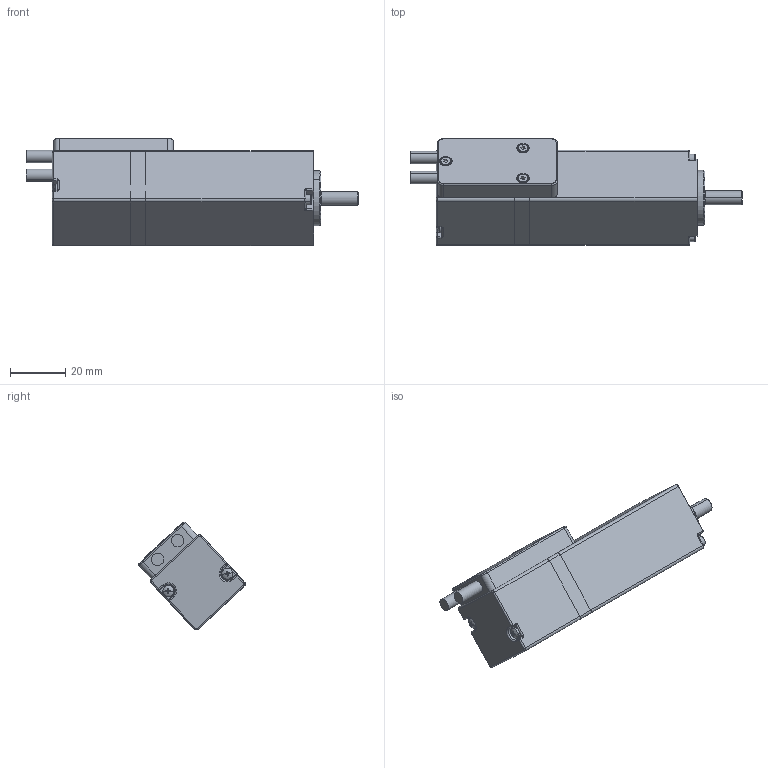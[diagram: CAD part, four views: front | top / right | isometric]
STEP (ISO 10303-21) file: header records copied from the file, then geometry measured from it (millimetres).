
FILE_DESCRIPTION (( 'STEP AP203' ), '1' );
FILE_NAME ('MS6S-25CN30B4-20A5.STEP', '2024-09-03T06:48:27', ( '' ), ( '' ), 'SwSTEP 2.0', 'SolidWorks 2022', '' );
FILE_SCHEMA (( 'CONFIG_CONTROL_DESIGN' ));
Length unit declared in the file: millimetre
Products named in the file (1): MS6S-25CN30B4-20A5
Bounding box: 120.5 x 38.75 x 39.15 mm (x, y, z)
Surface area: 13204.8 mm2 (no closed solid volume)
Topology: 0 solids, 17 shells, 296 faces, 707 edges, 425 vertices
Faces by surface type: plane 126, cylinder 94, torus 50, cone 14, sphere 8, bspline 4
Entity records: 9424 total; most frequent: CARTESIAN_POINT 2379, DIRECTION 1621, ORIENTED_EDGE 1278, EDGE_CURVE 703, AXIS2_PLACEMENT_3D 631, VERTEX_POINT 425, LINE 359, VECTOR 359
